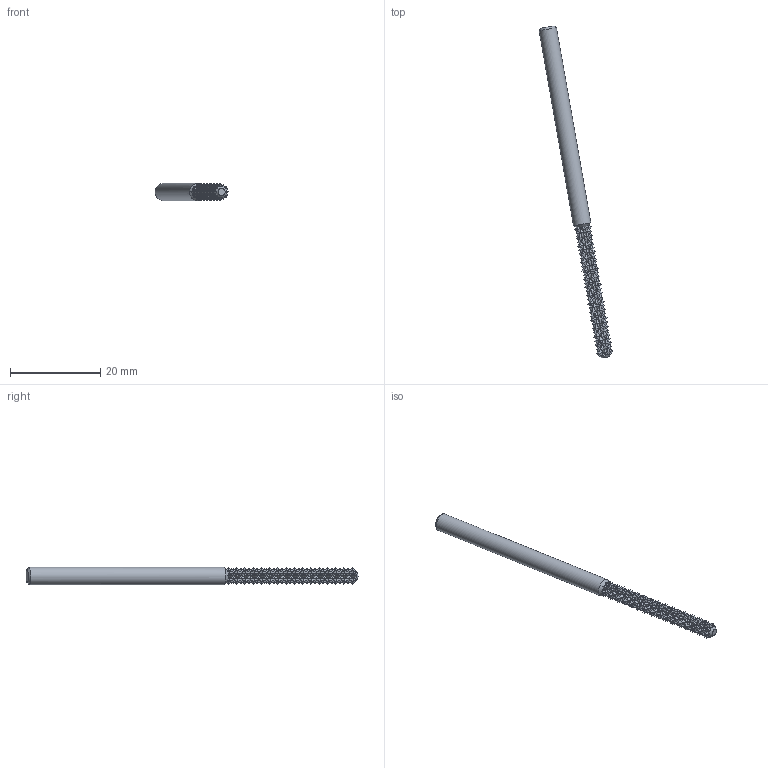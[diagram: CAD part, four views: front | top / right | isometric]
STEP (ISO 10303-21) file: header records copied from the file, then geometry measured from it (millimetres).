
FILE_DESCRIPTION(('FreeCAD Model'),'2;1');
FILE_NAME('Open CASCADE Shape Model','2025-05-04T08:25:51',('FreeCAD'),( 'FreeCAD'),'Open CASCADE STEP processor 7.6','FreeCAD','Unknown');
FILE_SCHEMA(('AUTOMOTIVE_DESIGN { 1 0 10303 214 1 1 1 1 }'));
Products named in the file (1): Open CASCADE STEP translator 7.6 1
Bounding box: 16.34 x 73.54 x 3.88 mm (x, y, z)
Volume: 701.2 mm3; surface area: 937.7 mm2
Topology: 1 solids, 1 shells, 1030 faces, 1595 edges, 567 vertices
Faces by surface type: bspline 1030
Entity records: 31556 total; most frequent: CARTESIAN_POINT 22019, ORIENTED_EDGE 3190, EDGE_CURVE 1595, B_SPLINE_CURVE_WITH_KNOTS 1076, ADVANCED_FACE 1030, FACE_BOUND 1030, EDGE_LOOP 1030, VERTEX_POINT 567
